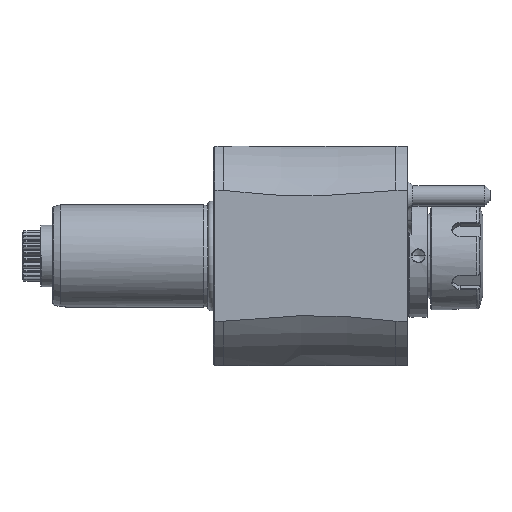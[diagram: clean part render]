
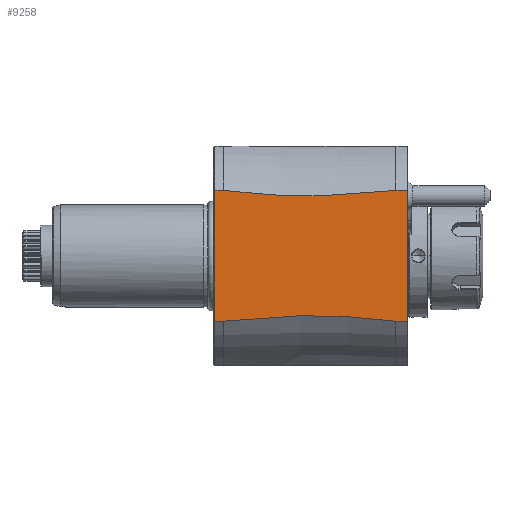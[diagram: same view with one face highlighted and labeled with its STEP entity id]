
A CAD part, top view. The second image highlights one B-rep face of the part: STEP entity #9258.
In plain terms, the highlighted planar face has unit normal (0, 0, 1).
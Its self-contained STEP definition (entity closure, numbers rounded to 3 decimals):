
#33=DIRECTION('',(0.,-1.,0.));
#34=VECTOR('',#33,51.235);
#35=CARTESIAN_POINT('',(0.,25.617,40.));
#36=LINE('',#35,#34);
#103=DIRECTION('',(1.,0.,0.));
#104=VECTOR('',#103,4.5);
#105=CARTESIAN_POINT('',(-4.5,25.617,40.));
#106=LINE('',#105,#104);
#107=DIRECTION('',(-1.,0.,0.));
#108=VECTOR('',#107,4.5);
#109=CARTESIAN_POINT('',(0.,-25.617,40.));
#110=LINE('',#109,#108);
#111=CARTESIAN_POINT('',(-72.,-25.617,40.));
#112=CARTESIAN_POINT('',(-69.833,-25.345,40.));
#113=CARTESIAN_POINT('',(-65.552,-24.855,40.));
#114=CARTESIAN_POINT('',(-59.311,-24.278,40.));
#115=CARTESIAN_POINT('',(-53.2,-23.851,40.));
#116=CARTESIAN_POINT('',(-47.182,-23.57,40.));
#117=CARTESIAN_POINT('',(-41.22,-23.43,40.));
#118=CARTESIAN_POINT('',(-35.28,-23.43,40.));
#119=CARTESIAN_POINT('',(-29.318,-23.57,40.));
#120=CARTESIAN_POINT('',(-23.3,-23.851,40.));
#121=CARTESIAN_POINT('',(-17.189,-24.278,40.));
#122=CARTESIAN_POINT('',(-10.948,-24.855,40.));
#123=CARTESIAN_POINT('',(-6.667,-25.345,40.));
#124=CARTESIAN_POINT('',(-4.5,-25.617,40.));
#126=DIRECTION('',(0.,1.,0.));
#127=VECTOR('',#126,51.235);
#128=CARTESIAN_POINT('',(-75.5,-25.617,40.));
#129=LINE('',#128,#127);
#130=CARTESIAN_POINT('',(-4.5,25.617,40.));
#131=CARTESIAN_POINT('',(-6.667,25.345,40.));
#132=CARTESIAN_POINT('',(-10.948,24.855,40.));
#133=CARTESIAN_POINT('',(-17.189,24.278,40.));
#134=CARTESIAN_POINT('',(-23.3,23.851,40.));
#135=CARTESIAN_POINT('',(-29.318,23.57,40.));
#136=CARTESIAN_POINT('',(-35.28,23.43,40.));
#137=CARTESIAN_POINT('',(-41.22,23.43,40.));
#138=CARTESIAN_POINT('',(-47.182,23.57,40.));
#139=CARTESIAN_POINT('',(-53.2,23.851,40.));
#140=CARTESIAN_POINT('',(-59.311,24.278,40.));
#141=CARTESIAN_POINT('',(-65.552,24.855,40.));
#142=CARTESIAN_POINT('',(-69.833,25.345,40.));
#143=CARTESIAN_POINT('',(-72.,25.617,40.));
#178=DIRECTION('',(-1.,0.,0.));
#179=VECTOR('',#178,3.5);
#180=CARTESIAN_POINT('',(-72.,-25.617,40.));
#181=LINE('',#180,#179);
#455=DIRECTION('',(-1.,0.,0.));
#456=VECTOR('',#455,3.5);
#457=CARTESIAN_POINT('',(-72.,25.617,40.));
#458=LINE('',#457,#456);
#8197=CARTESIAN_POINT('',(-75.501,-25.617,40.));
#8199=VERTEX_POINT('',#8197);
#8205=VERTEX_POINT('',#130);
#8206=VERTEX_POINT('',#143);
#8207=VERTEX_POINT('',#111);
#8208=VERTEX_POINT('',#124);
#8222=CARTESIAN_POINT('',(-75.501,25.617,40.));
#8224=VERTEX_POINT('',#8222);
#8772=CARTESIAN_POINT('',(0.,25.617,40.));
#8774=VERTEX_POINT('',#8772);
#8779=CARTESIAN_POINT('',(0.,-25.617,40.));
#8781=VERTEX_POINT('',#8779);
#9238=CARTESIAN_POINT('',(0.,-25.617,40.));
#9239=DIRECTION('',(0.,0.,-1.));
#9240=DIRECTION('',(0.,1.,0.));
#9241=AXIS2_PLACEMENT_3D('',#9238,#9239,#9240);
#9242=PLANE('',#9241);
#9243=ORIENTED_EDGE('',*,*,#9123,.T.);
#9244=ORIENTED_EDGE('',*,*,#9092,.T.);
#9245=ORIENTED_EDGE('',*,*,#9229,.T.);
#9247=ORIENTED_EDGE('',*,*,#9246,.F.);
#9249=ORIENTED_EDGE('',*,*,#9248,.T.);
#9251=ORIENTED_EDGE('',*,*,#9250,.T.);
#9253=ORIENTED_EDGE('',*,*,#9252,.F.);
#9255=ORIENTED_EDGE('',*,*,#9254,.F.);
#9256=EDGE_LOOP('',(#9243,#9244,#9245,#9247,#9249,#9251,#9253,#9255));
#9257=FACE_OUTER_BOUND('',#9256,.F.);
#125=B_SPLINE_CURVE_WITH_KNOTS('',3,(#111,#112,#113,#114,#115,#116,#117,#118,
#119,#120,#121,#122,#123,#124),.UNSPECIFIED.,.F.,.F.,(4,1,1,1,1,1,1,1,1,1,1,4),(
0.,0.091,0.182,0.273,0.364,
0.455,0.545,0.636,0.727,
0.818,0.909,1.),.UNSPECIFIED.);
#144=B_SPLINE_CURVE_WITH_KNOTS('',3,(#130,#131,#132,#133,#134,#135,#136,#137,
#138,#139,#140,#141,#142,#143),.UNSPECIFIED.,.F.,.F.,(4,1,1,1,1,1,1,1,1,1,1,4),(
0.,0.091,0.182,0.273,0.364,
0.455,0.545,0.636,0.727,
0.818,0.909,1.),.UNSPECIFIED.);
#9092=EDGE_CURVE('',#8774,#8781,#36,.T.);
#9123=EDGE_CURVE('',#8205,#8774,#106,.T.);
#9229=EDGE_CURVE('',#8781,#8208,#110,.T.);
#9246=EDGE_CURVE('',#8207,#8208,#125,.T.);
#9248=EDGE_CURVE('',#8207,#8199,#181,.T.);
#9250=EDGE_CURVE('',#8199,#8224,#129,.T.);
#9252=EDGE_CURVE('',#8206,#8224,#458,.T.);
#9254=EDGE_CURVE('',#8205,#8206,#144,.T.);
#9258=ADVANCED_FACE('',(#9257),#9242,.F.);
